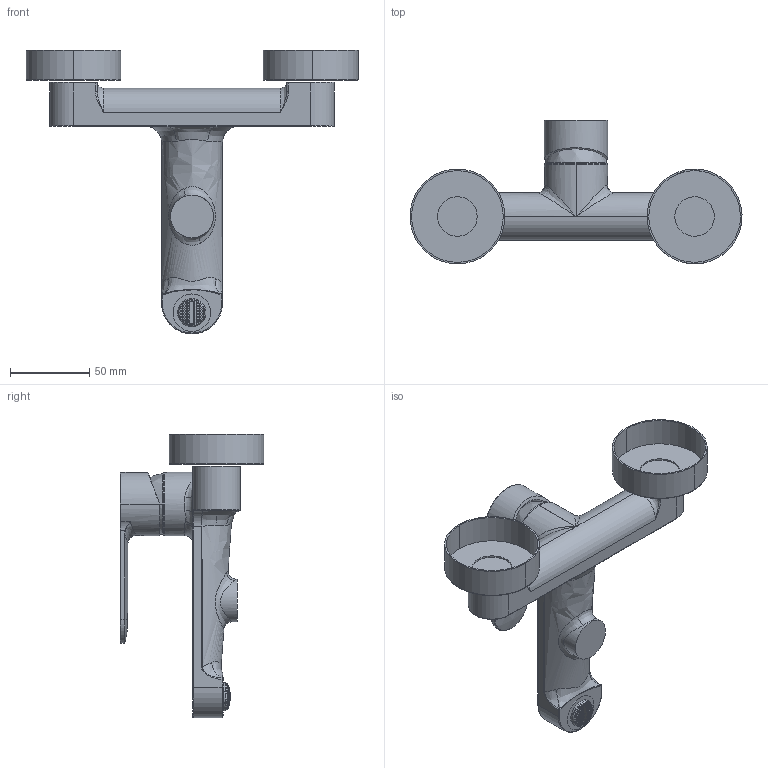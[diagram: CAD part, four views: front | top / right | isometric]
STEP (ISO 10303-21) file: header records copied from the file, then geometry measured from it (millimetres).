
FILE_DESCRIPTION (( 'STEP AP214' ), '1' );
FILE_NAME ('27008.STEP', '2024-02-08T14:22:00', ( '' ), ( '' ), 'SwSTEP 2.0', 'SolidWorks 2018', '' );
FILE_SCHEMA (( 'AUTOMOTIVE_DESIGN' ));
Length unit declared in the file: millimetre
Products named in the file (6): 0000092404; 0000019600; 0102700800 ; 1002; 27008; leva incasso zero30
Assembly tree (6 placements, depth 2):
  27008
    0102700800 
    1002
    leva incasso zero30
    0000019600  x2
    0000092404
Bounding box: 209.98 x 91.01 x 179.44 mm (x, y, z)
Volume: 315750.7 mm3; surface area: 84464.5 mm2
Topology: 8 solids, 8 shells, 704 faces, 1728 edges, 1096 vertices
Faces by surface type: plane 500, cylinder 80, bspline 56, cone 36, torus 31, sphere 1
Entity records: 23881 total; most frequent: CARTESIAN_POINT 8220, ORIENTED_EDGE 3392, DIRECTION 2755, EDGE_CURVE 1696, VERTEX_POINT 1082, LINE 937, VECTOR 937, AXIS2_PLACEMENT_3D 909
